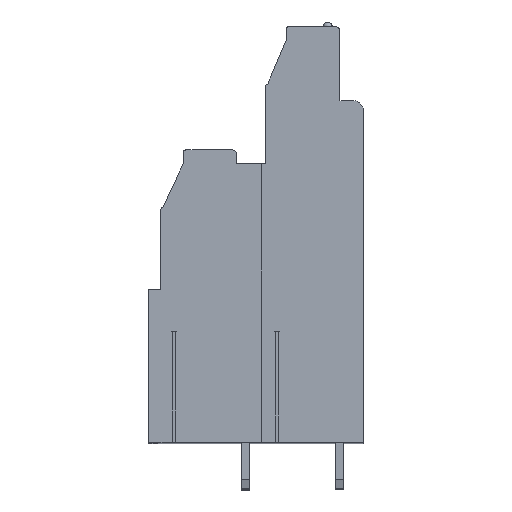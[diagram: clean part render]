
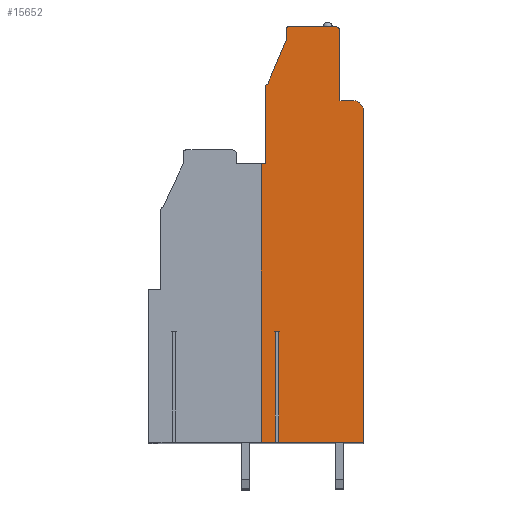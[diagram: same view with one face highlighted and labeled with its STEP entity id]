
A CAD part, top view. The second image highlights one B-rep face of the part: STEP entity #15652.
In plain terms, the highlighted planar face has unit normal (0, 0, 1).
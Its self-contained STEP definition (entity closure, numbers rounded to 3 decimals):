
#13=DIRECTION('',(1.,0.,0.));
#14=VECTOR('',#13,0.38);
#15=CARTESIAN_POINT('',(1.01,-18.05,83.82));
#16=LINE('',#15,#14);
#17=DIRECTION('',(0.,1.,0.));
#18=VECTOR('',#17,11.95);
#19=CARTESIAN_POINT('',(1.01,-30.,83.82));
#20=LINE('',#19,#18);
#21=DIRECTION('',(1.,0.,0.));
#22=VECTOR('',#21,1.51);
#23=CARTESIAN_POINT('',(-0.5,-30.,83.82));
#24=LINE('',#23,#22);
#25=DIRECTION('',(0.,1.,0.));
#26=VECTOR('',#25,30.);
#27=CARTESIAN_POINT('',(-0.5,-30.,83.82));
#28=LINE('',#27,#26);
#29=DIRECTION('',(-1.,0.,0.));
#30=VECTOR('',#29,0.5);
#31=CARTESIAN_POINT('',(0.,0.,83.82));
#32=LINE('',#31,#30);
#33=DIRECTION('',(0.,-1.,0.));
#34=VECTOR('',#33,8.4);
#35=CARTESIAN_POINT('',(0.,8.4,83.82));
#36=LINE('',#35,#34);
#37=CARTESIAN_POINT('',(0.2,8.4,83.82));
#38=DIRECTION('',(0.,0.,1.));
#39=DIRECTION('',(0.,1.,0.));
#40=AXIS2_PLACEMENT_3D('',#37,#38,#39);
#42=DIRECTION('',(-0.392,-0.92,0.));
#43=VECTOR('',#42,5.108);
#44=CARTESIAN_POINT('',(2.2,13.3,83.82));
#45=LINE('',#44,#43);
#46=DIRECTION('',(0.,-1.,0.));
#47=VECTOR('',#46,1.2);
#48=CARTESIAN_POINT('',(2.2,14.5,83.82));
#49=LINE('',#48,#47);
#50=CARTESIAN_POINT('',(2.5,14.5,83.82));
#51=DIRECTION('',(0.,0.,1.));
#52=DIRECTION('',(0.,1.,0.));
#53=AXIS2_PLACEMENT_3D('',#50,#51,#52);
#55=DIRECTION('',(-1.,0.,0.));
#56=VECTOR('',#55,5.);
#57=CARTESIAN_POINT('',(7.5,14.8,83.82));
#58=LINE('',#57,#56);
#59=CARTESIAN_POINT('',(7.5,14.3,83.82));
#60=DIRECTION('',(0.,0.,1.));
#61=DIRECTION('',(1.,0.,0.));
#62=AXIS2_PLACEMENT_3D('',#59,#60,#61);
#64=DIRECTION('',(0.,1.,0.));
#65=VECTOR('',#64,7.5);
#66=CARTESIAN_POINT('',(8.,6.8,83.82));
#67=LINE('',#66,#65);
#68=DIRECTION('',(-1.,0.,0.));
#69=VECTOR('',#68,1.5);
#70=CARTESIAN_POINT('',(9.5,6.8,83.82));
#71=LINE('',#70,#69);
#72=CARTESIAN_POINT('',(9.5,5.8,83.82));
#73=DIRECTION('',(0.,0.,1.));
#74=DIRECTION('',(1.,0.,0.));
#75=AXIS2_PLACEMENT_3D('',#72,#73,#74);
#77=DIRECTION('',(0.,1.,0.));
#78=VECTOR('',#77,35.8);
#79=CARTESIAN_POINT('',(10.5,-30.,83.82));
#80=LINE('',#79,#78);
#81=DIRECTION('',(1.,0.,0.));
#82=VECTOR('',#81,9.11);
#83=CARTESIAN_POINT('',(1.39,-30.,83.82));
#84=LINE('',#83,#82);
#85=DIRECTION('',(0.,1.,0.));
#86=VECTOR('',#85,11.95);
#87=CARTESIAN_POINT('',(1.39,-30.,83.82));
#88=LINE('',#87,#86);
#12031=CARTESIAN_POINT('',(10.5,-30.,83.82));
#12032=CARTESIAN_POINT('',(10.5,5.8,83.82));
#12033=VERTEX_POINT('',#12031);
#12034=VERTEX_POINT('',#12032);
#12035=CARTESIAN_POINT('',(9.5,6.8,83.82));
#12036=VERTEX_POINT('',#12035);
#12037=CARTESIAN_POINT('',(8.,6.8,83.82));
#12038=VERTEX_POINT('',#12037);
#12039=CARTESIAN_POINT('',(8.,14.3,83.82));
#12040=VERTEX_POINT('',#12039);
#12041=CARTESIAN_POINT('',(7.5,14.8,83.82));
#12042=VERTEX_POINT('',#12041);
#12043=CARTESIAN_POINT('',(2.5,14.8,83.82));
#12044=VERTEX_POINT('',#12043);
#12045=CARTESIAN_POINT('',(2.2,14.5,83.82));
#12046=VERTEX_POINT('',#12045);
#12047=CARTESIAN_POINT('',(2.2,13.3,83.82));
#12048=VERTEX_POINT('',#12047);
#12049=CARTESIAN_POINT('',(0.2,8.6,83.82));
#12050=VERTEX_POINT('',#12049);
#12051=CARTESIAN_POINT('',(0.,8.4,83.82));
#12052=VERTEX_POINT('',#12051);
#12053=CARTESIAN_POINT('',(0.,0.,83.82));
#12054=VERTEX_POINT('',#12053);
#12079=CARTESIAN_POINT('',(-0.5,-30.,83.82));
#12080=CARTESIAN_POINT('',(-0.5,0.,83.82));
#12081=VERTEX_POINT('',#12079);
#12082=VERTEX_POINT('',#12080);
#12163=CARTESIAN_POINT('',(1.01,-18.05,83.82));
#12164=CARTESIAN_POINT('',(1.39,-18.05,83.82));
#12165=VERTEX_POINT('',#12163);
#12166=VERTEX_POINT('',#12164);
#12167=CARTESIAN_POINT('',(1.01,-30.,83.82));
#12168=VERTEX_POINT('',#12167);
#12169=CARTESIAN_POINT('',(1.39,-30.,83.82));
#12170=VERTEX_POINT('',#12169);
#15609=CARTESIAN_POINT('',(0.,0.,83.82));
#15610=DIRECTION('',(0.,0.,1.));
#15611=DIRECTION('',(1.,0.,0.));
#15612=AXIS2_PLACEMENT_3D('',#15609,#15610,#15611);
#15613=PLANE('',#15612);
#15615=ORIENTED_EDGE('',*,*,#15614,.F.);
#15617=ORIENTED_EDGE('',*,*,#15616,.F.);
#15619=ORIENTED_EDGE('',*,*,#15618,.F.);
#15621=ORIENTED_EDGE('',*,*,#15620,.T.);
#15623=ORIENTED_EDGE('',*,*,#15622,.F.);
#15625=ORIENTED_EDGE('',*,*,#15624,.F.);
#15627=ORIENTED_EDGE('',*,*,#15626,.F.);
#15629=ORIENTED_EDGE('',*,*,#15628,.F.);
#15631=ORIENTED_EDGE('',*,*,#15630,.F.);
#15633=ORIENTED_EDGE('',*,*,#15632,.F.);
#15635=ORIENTED_EDGE('',*,*,#15634,.F.);
#15637=ORIENTED_EDGE('',*,*,#15636,.F.);
#15639=ORIENTED_EDGE('',*,*,#15638,.F.);
#15641=ORIENTED_EDGE('',*,*,#15640,.F.);
#15643=ORIENTED_EDGE('',*,*,#15642,.F.);
#15645=ORIENTED_EDGE('',*,*,#15644,.F.);
#15647=ORIENTED_EDGE('',*,*,#15646,.F.);
#15649=ORIENTED_EDGE('',*,*,#15648,.T.);
#15650=EDGE_LOOP('',(#15615,#15617,#15619,#15621,#15623,#15625,#15627,#15629,
#15631,#15633,#15635,#15637,#15639,#15641,#15643,#15645,#15647,#15649));
#15651=FACE_OUTER_BOUND('',#15650,.F.);
#41=CIRCLE('',#40,0.2);
#54=CIRCLE('',#53,0.3);
#63=CIRCLE('',#62,0.5);
#76=CIRCLE('',#75,1.);
#15614=EDGE_CURVE('',#12165,#12166,#16,.T.);
#15616=EDGE_CURVE('',#12168,#12165,#20,.T.);
#15618=EDGE_CURVE('',#12081,#12168,#24,.T.);
#15620=EDGE_CURVE('',#12081,#12082,#28,.T.);
#15622=EDGE_CURVE('',#12054,#12082,#32,.T.);
#15624=EDGE_CURVE('',#12052,#12054,#36,.T.);
#15626=EDGE_CURVE('',#12050,#12052,#41,.T.);
#15628=EDGE_CURVE('',#12048,#12050,#45,.T.);
#15630=EDGE_CURVE('',#12046,#12048,#49,.T.);
#15632=EDGE_CURVE('',#12044,#12046,#54,.T.);
#15634=EDGE_CURVE('',#12042,#12044,#58,.T.);
#15636=EDGE_CURVE('',#12040,#12042,#63,.T.);
#15638=EDGE_CURVE('',#12038,#12040,#67,.T.);
#15640=EDGE_CURVE('',#12036,#12038,#71,.T.);
#15642=EDGE_CURVE('',#12034,#12036,#76,.T.);
#15644=EDGE_CURVE('',#12033,#12034,#80,.T.);
#15646=EDGE_CURVE('',#12170,#12033,#84,.T.);
#15648=EDGE_CURVE('',#12170,#12166,#88,.T.);
#15652=ADVANCED_FACE('',(#15651),#15613,.T.);
